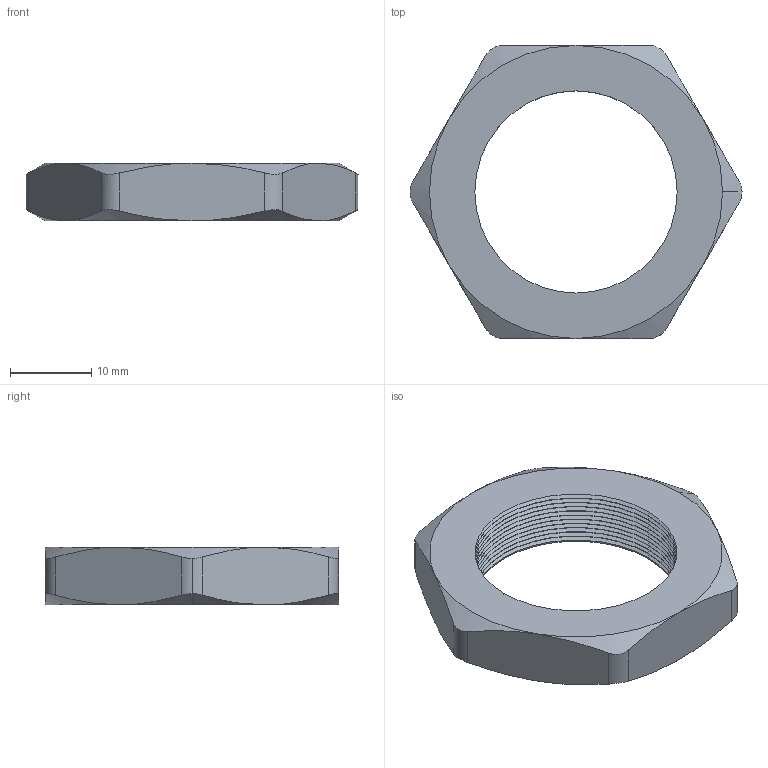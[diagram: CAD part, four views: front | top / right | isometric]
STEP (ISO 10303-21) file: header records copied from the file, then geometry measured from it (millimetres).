
FILE_DESCRIPTION (( 'STEP AP203' ), '1' );
FILE_NAME ('NM-25.STEP', '2008-04-01T12:49:19', ( 'Baystate-05' ), ( 'BayState InfoTech' ), 'SwSTEP 2.0', 'SolidWorks 2007', '' );
FILE_SCHEMA (( 'CONFIG_CONTROL_DESIGN' ));
Length unit declared in the file: inch
Products named in the file (1): NM-25
Bounding box: 40.86 x 36.07 x 7.11 mm (x, y, z)
Volume: 4310.8 mm3; surface area: 3135 mm2
Topology: 1 solids, 1 shells, 95 faces, 202 edges, 109 vertices
Faces by surface type: cone 58, cylinder 29, plane 8
Entity records: 2750 total; most frequent: CARTESIAN_POINT 670, DIRECTION 437, ORIENTED_EDGE 404, EDGE_CURVE 202, AXIS2_PLACEMENT_3D 178, VERTEX_POINT 109, EDGE_LOOP 97, ADVANCED_FACE 95
